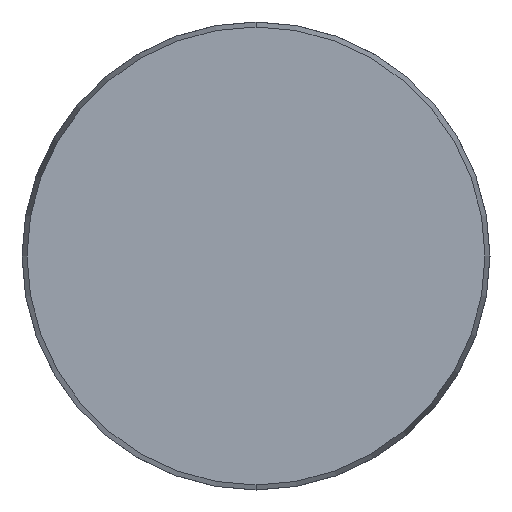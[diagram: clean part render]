
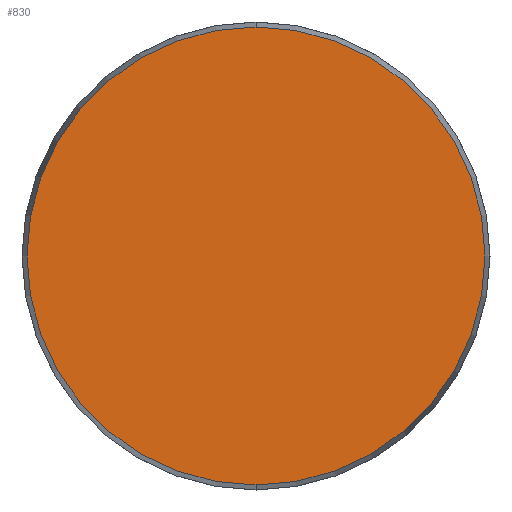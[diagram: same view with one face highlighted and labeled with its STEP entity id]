
A CAD part, front view. The second image highlights one B-rep face of the part: STEP entity #830.
In plain terms, the highlighted planar face has unit normal (0, -1, 0).
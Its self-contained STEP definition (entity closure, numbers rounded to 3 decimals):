
#12 = CIRCLE ( 'NONE', #325, 39.143 ) ;
#16 = CARTESIAN_POINT ( 'NONE',  ( 0., 0., 0. ) ) ;
#203 = DIRECTION ( 'NONE',  ( 0., 0., -1. ) ) ;
#289 = FACE_OUTER_BOUND ( 'NONE', #766, .T. ) ;
#325 = AXIS2_PLACEMENT_3D ( 'NONE', #825, #607, #203 ) ;
#339 = EDGE_CURVE ( 'NONE', #1201, #1171, #12, .T. ) ;
#396 = CARTESIAN_POINT ( 'NONE',  ( -39.143, 0., 0. ) ) ;
#416 = DIRECTION ( 'NONE',  ( 0., 0., 1. ) ) ;
#485 = CARTESIAN_POINT ( 'NONE',  ( 0., 0., -39.143 ) ) ;
#489 = AXIS2_PLACEMENT_3D ( 'NONE', #16, #819, #611 ) ;
#607 = DIRECTION ( 'NONE',  ( 0., -1., 0. ) ) ;
#610 = CARTESIAN_POINT ( 'NONE',  ( 0., 0., 39.143 ) ) ;
#611 = DIRECTION ( 'NONE',  ( 0., 0., -1. ) ) ;
#701 = CIRCLE ( 'NONE', #489, 39.143 ) ;
#747 = AXIS2_PLACEMENT_3D ( 'NONE', #396, #1220, #416 ) ;
#766 = EDGE_LOOP ( 'NONE', ( #1267, #1085 ) ) ;
#775 = EDGE_CURVE ( 'NONE', #1171, #1201, #701, .T. ) ;
#819 = DIRECTION ( 'NONE',  ( 0., -1., 0. ) ) ;
#825 = CARTESIAN_POINT ( 'NONE',  ( 0., 0., 0. ) ) ;
#830 = ADVANCED_FACE ( 'NONE', ( #289 ), #1103, .F. ) ;
#1085 = ORIENTED_EDGE ( 'NONE', *, *, #775, .T. ) ;
#1103 = PLANE ( 'NONE',  #747 ) ;
#1171 = VERTEX_POINT ( 'NONE', #485 ) ;
#1201 = VERTEX_POINT ( 'NONE', #610 ) ;
#1220 = DIRECTION ( 'NONE',  ( 0., 1., 0. ) ) ;
#1267 = ORIENTED_EDGE ( 'NONE', *, *, #339, .T. ) ;
